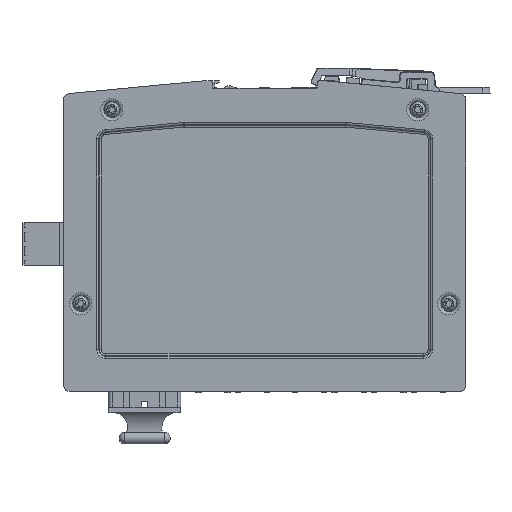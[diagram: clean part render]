
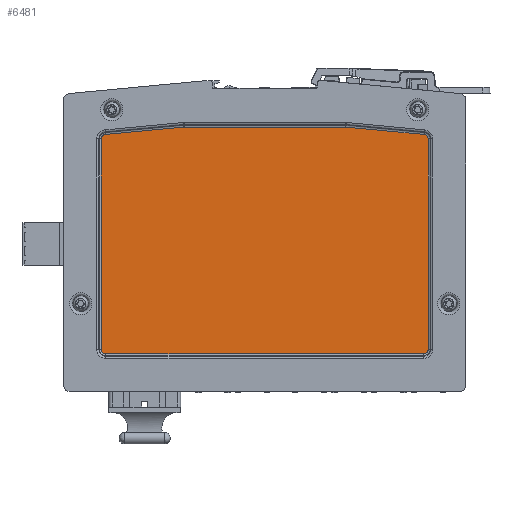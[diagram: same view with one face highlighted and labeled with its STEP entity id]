
A CAD part, top view. The second image highlights one B-rep face of the part: STEP entity #6481.
In plain terms, the highlighted planar face has unit normal (0, 0, 1).
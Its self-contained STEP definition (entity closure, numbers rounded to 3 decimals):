
#3813=CIRCLE('',#54650,1.586);
#3815=CIRCLE('',#54653,1.586);
#3820=CIRCLE('',#54661,1.586);
#3822=CIRCLE('',#54664,1.586);
#3827=CIRCLE('',#54672,1.586);
#3829=CIRCLE('',#54675,1.586);
#6481=ADVANCED_FACE('',(#10572),#8370,.T.);
#8370=PLANE('',#54684);
#10572=FACE_OUTER_BOUND('',#13608,.T.);
#13608=EDGE_LOOP('',(#26386,#26387,#26388,#26389,#26390,#26391,#26392,#26393,
#26394,#26395,#26396,#26397));
#26386=ORIENTED_EDGE('',*,*,#40325,.F.);
#26387=ORIENTED_EDGE('',*,*,#40329,.F.);
#26388=ORIENTED_EDGE('',*,*,#40334,.F.);
#26389=ORIENTED_EDGE('',*,*,#40339,.F.);
#26390=ORIENTED_EDGE('',*,*,#40344,.F.);
#26391=ORIENTED_EDGE('',*,*,#40349,.F.);
#26392=ORIENTED_EDGE('',*,*,#40351,.F.);
#26393=ORIENTED_EDGE('',*,*,#40347,.F.);
#26394=ORIENTED_EDGE('',*,*,#40342,.F.);
#26395=ORIENTED_EDGE('',*,*,#40337,.F.);
#26396=ORIENTED_EDGE('',*,*,#40332,.F.);
#26397=ORIENTED_EDGE('',*,*,#40327,.F.);
#33370=VERTEX_POINT('',#101307);
#33371=VERTEX_POINT('',#101309);
#33372=VERTEX_POINT('',#101313);
#33374=VERTEX_POINT('',#101318);
#33375=VERTEX_POINT('',#101323);
#33377=VERTEX_POINT('',#101328);
#33378=VERTEX_POINT('',#101333);
#33380=VERTEX_POINT('',#101338);
#33381=VERTEX_POINT('',#101343);
#33383=VERTEX_POINT('',#101348);
#33384=VERTEX_POINT('',#101353);
#33386=VERTEX_POINT('',#101358);
#40325=EDGE_CURVE('',#33371,#33370,#45807,.T.);
#40327=EDGE_CURVE('',#33370,#33372,#3813,.T.);
#40329=EDGE_CURVE('',#33374,#33371,#3815,.T.);
#40332=EDGE_CURVE('',#33372,#33375,#45808,.T.);
#40334=EDGE_CURVE('',#33377,#33374,#45809,.T.);
#40337=EDGE_CURVE('',#33375,#33378,#3820,.T.);
#40339=EDGE_CURVE('',#33380,#33377,#3822,.T.);
#40342=EDGE_CURVE('',#33378,#33381,#45811,.T.);
#40344=EDGE_CURVE('',#33383,#33380,#45812,.T.);
#40347=EDGE_CURVE('',#33381,#33384,#3827,.T.);
#40349=EDGE_CURVE('',#33386,#33383,#3829,.T.);
#40351=EDGE_CURVE('',#33384,#33386,#45814,.T.);
#45807=LINE('',#101310,#50833);
#45808=LINE('',#101324,#50834);
#45809=LINE('',#101329,#50835);
#45811=LINE('',#101344,#50837);
#45812=LINE('',#101349,#50838);
#45814=LINE('',#101362,#50840);
#50833=VECTOR('',#66235,1.);
#50834=VECTOR('',#66254,1.);
#50835=VECTOR('',#66259,1.);
#50837=VECTOR('',#66279,1.);
#50838=VECTOR('',#66284,1.);
#50840=VECTOR('',#66302,1.);
#54650=AXIS2_PLACEMENT_3D('',#101314,#66240,#66241);
#54653=AXIS2_PLACEMENT_3D('',#101319,#66246,#66247);
#54661=AXIS2_PLACEMENT_3D('',#101334,#66265,#66266);
#54664=AXIS2_PLACEMENT_3D('',#101339,#66271,#66272);
#54672=AXIS2_PLACEMENT_3D('',#101354,#66290,#66291);
#54675=AXIS2_PLACEMENT_3D('',#101359,#66296,#66297);
#54684=AXIS2_PLACEMENT_3D('',#101375,#66321,#66322);
#66235=DIRECTION('',(0.,-1.,0.));
#66240=DIRECTION('',(0.,0.,-1.));
#66241=DIRECTION('',(0.707,-0.707,0.));
#66246=DIRECTION('',(0.,0.,-1.));
#66247=DIRECTION('',(0.74,0.673,0.));
#66254=DIRECTION('',(-1.,0.,0.));
#66259=DIRECTION('',(0.996,-0.094,0.));
#66265=DIRECTION('',(0.,0.,-1.));
#66266=DIRECTION('',(-0.707,-0.707,0.));
#66271=DIRECTION('',(0.,0.,-1.));
#66272=DIRECTION('',(0.047,0.999,0.));
#66279=DIRECTION('',(0.,1.,0.));
#66284=DIRECTION('',(1.,0.,0.));
#66290=DIRECTION('',(0.,0.,-1.));
#66291=DIRECTION('',(-0.74,0.673,0.));
#66296=DIRECTION('',(0.,0.,-1.));
#66297=DIRECTION('',(-0.047,0.999,0.));
#66302=DIRECTION('',(0.996,0.094,0.));
#66321=DIRECTION('',(0.,0.,1.));
#66322=DIRECTION('',(1.,0.,0.));
#101307=CARTESIAN_POINT('',(57.686,-38.1,23.2));
#101309=CARTESIAN_POINT('',(57.686,36.188,23.2));
#101310=CARTESIAN_POINT('',(57.686,36.188,23.2));
#101313=CARTESIAN_POINT('',(56.1,-39.686,23.2));
#101314=CARTESIAN_POINT('',(56.1,-38.1,23.2));
#101318=CARTESIAN_POINT('',(56.249,37.767,23.2));
#101319=CARTESIAN_POINT('',(56.1,36.188,23.2));
#101323=CARTESIAN_POINT('',(-56.1,-39.686,23.2));
#101324=CARTESIAN_POINT('',(56.1,-39.686,23.2));
#101328=CARTESIAN_POINT('',(28.62,40.379,23.2));
#101329=CARTESIAN_POINT('',(28.62,40.379,23.2));
#101333=CARTESIAN_POINT('',(-57.686,-38.1,23.2));
#101334=CARTESIAN_POINT('',(-56.1,-38.1,23.2));
#101338=CARTESIAN_POINT('',(28.47,40.386,23.2));
#101339=CARTESIAN_POINT('',(28.47,38.8,23.2));
#101343=CARTESIAN_POINT('',(-57.686,36.188,23.2));
#101344=CARTESIAN_POINT('',(-57.686,-38.1,23.2));
#101348=CARTESIAN_POINT('',(-28.47,40.386,23.2));
#101349=CARTESIAN_POINT('',(-28.47,40.386,23.2));
#101353=CARTESIAN_POINT('',(-56.249,37.767,23.2));
#101354=CARTESIAN_POINT('',(-56.1,36.188,23.2));
#101358=CARTESIAN_POINT('',(-28.62,40.379,23.2));
#101359=CARTESIAN_POINT('',(-28.47,38.8,23.2));
#101362=CARTESIAN_POINT('',(-56.249,37.767,23.2));
#101375=CARTESIAN_POINT('',(0.,-0.396,23.2));
